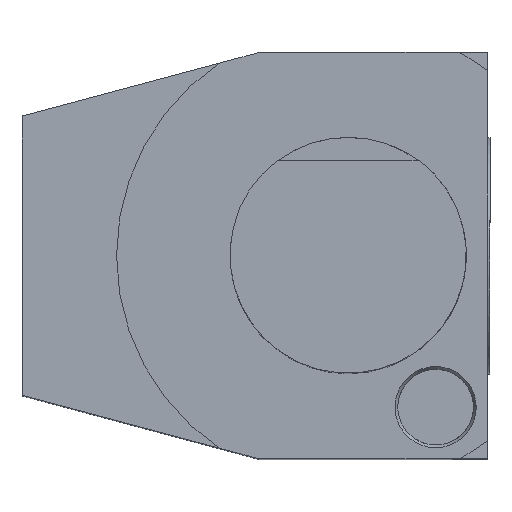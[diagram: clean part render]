
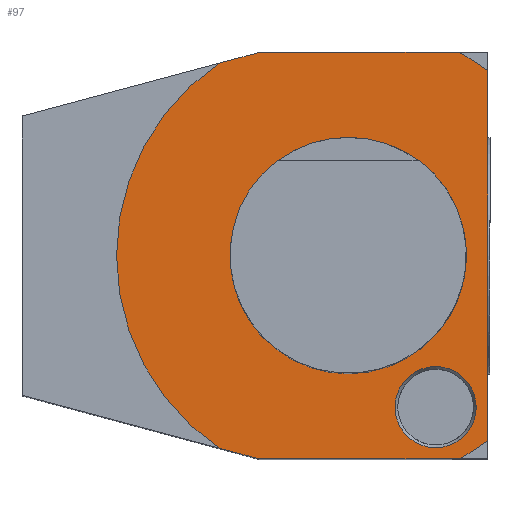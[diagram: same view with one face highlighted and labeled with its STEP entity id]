
A CAD part, top view. The second image highlights one B-rep face of the part: STEP entity #97.
In plain terms, the highlighted planar face has unit normal (0, 0, 1).
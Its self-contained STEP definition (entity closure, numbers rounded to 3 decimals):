
#43=PLANE('',#712);
#97=ADVANCED_FACE('',(#255,#256,#257),#43,.F.);
#148=LINE('',#998,#202);
#149=LINE('',#1001,#203);
#150=LINE('',#1005,#204);
#151=LINE('',#1007,#205);
#152=LINE('',#1011,#206);
#202=VECTOR('',#796,1.);
#203=VECTOR('',#797,1.);
#204=VECTOR('',#800,1.);
#205=VECTOR('',#801,1.);
#206=VECTOR('',#804,1.);
#255=FACE_BOUND('',#277,.T.);
#256=FACE_BOUND('',#278,.T.);
#257=FACE_BOUND('',#279,.T.);
#277=EDGE_LOOP('',(#332,#333,#334,#335,#336,#337,#338,#339));
#278=EDGE_LOOP('',(#340));
#279=EDGE_LOOP('',(#341));
#332=ORIENTED_EDGE('',*,*,#568,.F.);
#333=ORIENTED_EDGE('',*,*,#569,.F.);
#334=ORIENTED_EDGE('',*,*,#570,.T.);
#335=ORIENTED_EDGE('',*,*,#571,.F.);
#336=ORIENTED_EDGE('',*,*,#572,.F.);
#337=ORIENTED_EDGE('',*,*,#573,.T.);
#338=ORIENTED_EDGE('',*,*,#574,.F.);
#339=ORIENTED_EDGE('',*,*,#575,.T.);
#340=ORIENTED_EDGE('',*,*,#576,.F.);
#341=ORIENTED_EDGE('',*,*,#562,.T.);
#501=VERTEX_POINT('',#986);
#506=VERTEX_POINT('',#999);
#507=VERTEX_POINT('',#1000);
#508=VERTEX_POINT('',#1002);
#509=VERTEX_POINT('',#1004);
#510=VERTEX_POINT('',#1006);
#511=VERTEX_POINT('',#1008);
#512=VERTEX_POINT('',#1010);
#513=VERTEX_POINT('',#1012);
#514=VERTEX_POINT('',#1015);
#562=EDGE_CURVE('',#501,#501,#650,.T.);
#568=EDGE_CURVE('',#506,#507,#148,.T.);
#569=EDGE_CURVE('',#508,#506,#149,.T.);
#570=EDGE_CURVE('',#508,#509,#653,.T.);
#571=EDGE_CURVE('',#510,#509,#150,.T.);
#572=EDGE_CURVE('',#511,#510,#151,.T.);
#573=EDGE_CURVE('',#511,#512,#654,.T.);
#574=EDGE_CURVE('',#513,#512,#152,.T.);
#575=EDGE_CURVE('',#513,#507,#655,.T.);
#576=EDGE_CURVE('',#514,#514,#656,.T.);
#650=CIRCLE('',#703,24.996);
#653=CIRCLE('',#708,49.);
#654=CIRCLE('',#709,49.);
#655=CIRCLE('',#710,49.);
#656=CIRCLE('',#711,8.584);
#703=AXIS2_PLACEMENT_3D('',#985,#783,#784);
#708=AXIS2_PLACEMENT_3D('',#1003,#798,#799);
#709=AXIS2_PLACEMENT_3D('',#1009,#802,#803);
#710=AXIS2_PLACEMENT_3D('',#1013,#805,#806);
#711=AXIS2_PLACEMENT_3D('',#1014,#807,#808);
#712=AXIS2_PLACEMENT_3D('',#1016,#809,#810);
#783=DIRECTION('',(0.,0.,-1.));
#784=DIRECTION('',(0.,-1.,0.));
#796=DIRECTION('',(1.,0.,0.));
#797=DIRECTION('',(0.966,0.259,0.));
#798=DIRECTION('',(0.,0.,1.));
#799=DIRECTION('',(0.,1.,0.));
#800=DIRECTION('',(-0.966,0.259,0.));
#801=DIRECTION('',(-1.,0.,0.));
#802=DIRECTION('',(0.,0.,1.));
#803=DIRECTION('',(0.,1.,0.));
#804=DIRECTION('',(0.,-1.,0.));
#805=DIRECTION('',(0.,0.,1.));
#806=DIRECTION('',(0.,1.,0.));
#807=DIRECTION('',(0.,0.,1.));
#808=DIRECTION('',(1.,0.,0.));
#809=DIRECTION('',(0.,0.,-1.));
#810=DIRECTION('',(0.,1.,0.));
#985=CARTESIAN_POINT('',(0.,0.,0.));
#986=CARTESIAN_POINT('',(0.,-24.996,0.));
#998=CARTESIAN_POINT('',(0.,43.,0.));
#999=CARTESIAN_POINT('',(-18.798,43.,0.));
#1000=CARTESIAN_POINT('',(23.495,43.,0.));
#1001=CARTESIAN_POINT('',(0.241,48.101,0.));
#1002=CARTESIAN_POINT('',(-27.222,40.743,0.));
#1003=CARTESIAN_POINT('',(0.,0.,0.));
#1004=CARTESIAN_POINT('',(-27.222,-40.743,0.));
#1005=CARTESIAN_POINT('',(-24.259,-41.537,0.));
#1006=CARTESIAN_POINT('',(-18.798,-43.,0.));
#1007=CARTESIAN_POINT('',(0.,-43.,0.));
#1008=CARTESIAN_POINT('',(23.495,-43.,0.));
#1009=CARTESIAN_POINT('',(0.,0.,0.));
#1010=CARTESIAN_POINT('',(29.5,-39.125,0.));
#1011=CARTESIAN_POINT('',(29.5,49.,0.));
#1012=CARTESIAN_POINT('',(29.5,39.125,0.));
#1013=CARTESIAN_POINT('',(0.,0.,0.));
#1014=CARTESIAN_POINT('',(18.5,-32.043,0.));
#1015=CARTESIAN_POINT('',(27.084,-32.043,0.));
#1016=CARTESIAN_POINT('',(0.,49.,0.));
